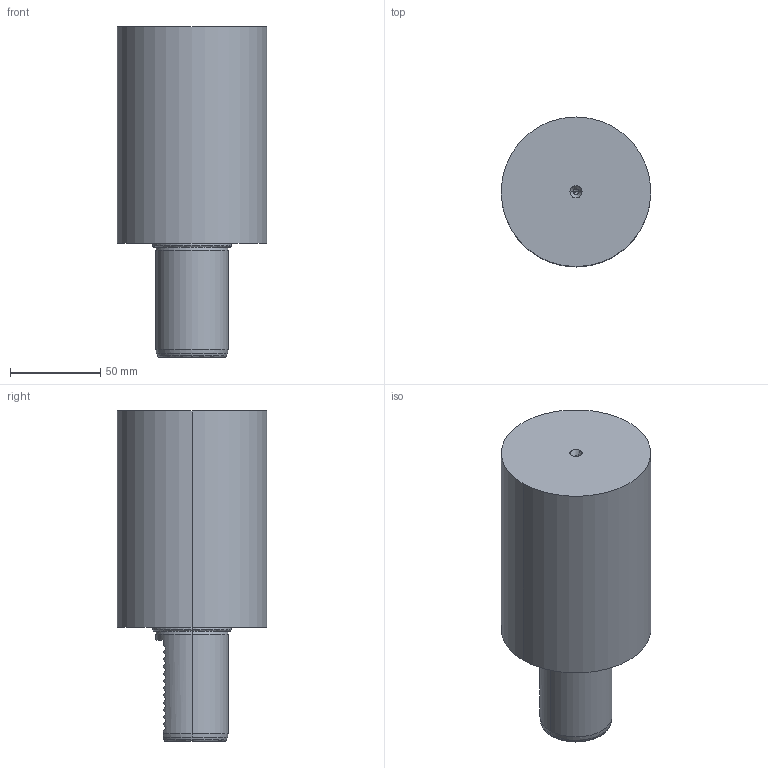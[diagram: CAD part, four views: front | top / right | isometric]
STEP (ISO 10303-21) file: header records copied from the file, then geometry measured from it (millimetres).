
FILE_DESCRIPTION (( 'STEP AP203' ), '1' );
FILE_NAME ('STEP.STEP', '2019-11-06T06:27:53', ( '' ), ( '' ), 'SwSTEP 2.0', 'SolidWorks 2017', '' );
FILE_SCHEMA (( 'CONFIG_CONTROL_DESIGN' ));
Length unit declared in the file: millimetre
Products named in the file (1): STEP
Bounding box: 83 x 83 x 183 mm (x, y, z)
Volume: 722390.4 mm3; surface area: 51877.6 mm2
Topology: 2 solids, 2 shells, 102 faces, 263 edges, 164 vertices
Faces by surface type: plane 45, cylinder 24, cone 17, bspline 16
Entity records: 3697 total; most frequent: CARTESIAN_POINT 1400, ORIENTED_EDGE 518, DIRECTION 410, EDGE_CURVE 259, VERTEX_POINT 164, AXIS2_PLACEMENT_3D 152, EDGE_LOOP 107, LINE 106
